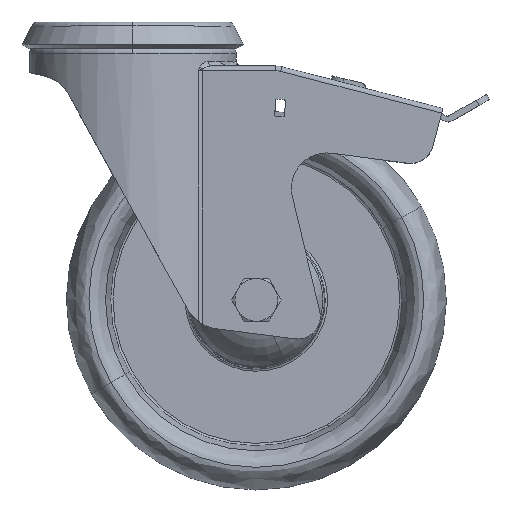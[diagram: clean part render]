
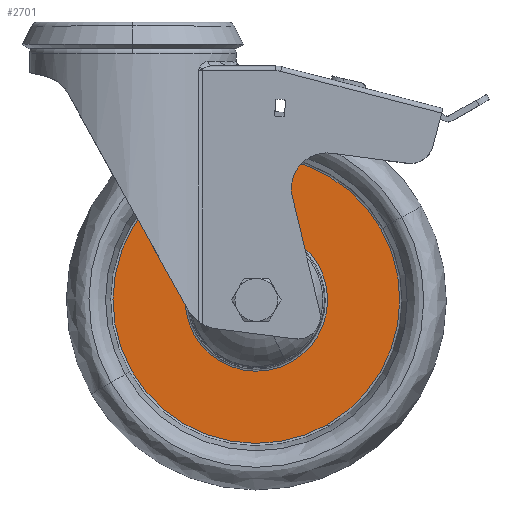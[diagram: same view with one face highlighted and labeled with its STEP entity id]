
A CAD part, top view. The second image highlights one B-rep face of the part: STEP entity #2701.
In plain terms, the highlighted planar face has unit normal (0, 0, 1).
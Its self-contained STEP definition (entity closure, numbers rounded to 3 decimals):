
#247 = VERTEX_POINT ( 'NONE', #9168 ) ;
#848 = AXIS2_PLACEMENT_3D ( 'NONE', #11693, #10594, #1422 ) ;
#1344 = VERTEX_POINT ( 'NONE', #11762 ) ;
#1422 = DIRECTION ( 'NONE',  ( -0.495, 0.869, 0. ) ) ;
#1449 = DIRECTION ( 'NONE',  ( -0.495, 0.869, 0. ) ) ;
#1777 = EDGE_CURVE ( 'NONE', #247, #16100, #7232, .T. ) ;
#2451 = EDGE_LOOP ( 'NONE', ( #13052, #3763 ) ) ;
#2701 = ADVANCED_FACE ( 'NONE', ( #16301, #10077 ), #16454, .F. ) ;
#3390 = AXIS2_PLACEMENT_3D ( 'NONE', #14533, #5424, #1449 ) ;
#3644 = CARTESIAN_POINT ( 'NONE',  ( 52., -117., 4.75 ) ) ;
#3763 = ORIENTED_EDGE ( 'NONE', *, *, #4144, .T. ) ;
#4144 = EDGE_CURVE ( 'NONE', #12534, #1344, #15137, .T. ) ;
#4907 = EDGE_CURVE ( 'NONE', #1344, #12534, #14841, .T. ) ;
#4924 = EDGE_LOOP ( 'NONE', ( #6351, #15054 ) ) ;
#5052 = DIRECTION ( 'NONE',  ( 0., 0., -1. ) ) ;
#5424 = DIRECTION ( 'NONE',  ( 0., 0., -1. ) ) ;
#6351 = ORIENTED_EDGE ( 'NONE', *, *, #1777, .F. ) ;
#7232 = CIRCLE ( 'NONE', #16389, 60.391 ) ;
#7367 = DIRECTION ( 'NONE',  ( -0.495, 0.869, 0. ) ) ;
#7502 = CARTESIAN_POINT ( 'NONE',  ( 52., -117., 4.75 ) ) ;
#7619 = DIRECTION ( 'NONE',  ( 0., 0., -1. ) ) ;
#8474 = CIRCLE ( 'NONE', #3390, 60.391 ) ;
#8747 = DIRECTION ( 'NONE',  ( 0., 0., -1. ) ) ;
#9168 = CARTESIAN_POINT ( 'NONE',  ( 22.129, -64.513, 4.75 ) ) ;
#10023 = CARTESIAN_POINT ( 'NONE',  ( 52., -117., 4.75 ) ) ;
#10077 = FACE_BOUND ( 'NONE', #2451, .T. ) ;
#10594 = DIRECTION ( 'NONE',  ( 0., 0., -1. ) ) ;
#11693 = CARTESIAN_POINT ( 'NONE',  ( 52., -117., 4.75 ) ) ;
#11762 = CARTESIAN_POINT ( 'NONE',  ( 37.163, -90.929, 4.75 ) ) ;
#12402 = CARTESIAN_POINT ( 'NONE',  ( 81.871, -169.487, 4.75 ) ) ;
#12534 = VERTEX_POINT ( 'NONE', #14225 ) ;
#13052 = ORIENTED_EDGE ( 'NONE', *, *, #4907, .T. ) ;
#13612 = EDGE_CURVE ( 'NONE', #16100, #247, #8474, .T. ) ;
#13919 = DIRECTION ( 'NONE',  ( -0.495, 0.869, 0. ) ) ;
#14225 = CARTESIAN_POINT ( 'NONE',  ( 66.837, -143.071, 4.75 ) ) ;
#14260 = DIRECTION ( 'NONE',  ( -0.495, 0.869, 0. ) ) ;
#14533 = CARTESIAN_POINT ( 'NONE',  ( 52., -117., 4.75 ) ) ;
#14841 = CIRCLE ( 'NONE', #15102, 29.997 ) ;
#15054 = ORIENTED_EDGE ( 'NONE', *, *, #13612, .F. ) ;
#15102 = AXIS2_PLACEMENT_3D ( 'NONE', #10023, #7619, #7367 ) ;
#15137 = CIRCLE ( 'NONE', #848, 29.997 ) ;
#16100 = VERTEX_POINT ( 'NONE', #12402 ) ;
#16190 = AXIS2_PLACEMENT_3D ( 'NONE', #3644, #8747, #13919 ) ;
#16301 = FACE_OUTER_BOUND ( 'NONE', #4924, .T. ) ;
#16389 = AXIS2_PLACEMENT_3D ( 'NONE', #7502, #5052, #14260 ) ;
#16454 = PLANE ( 'NONE',  #16190 ) ;
